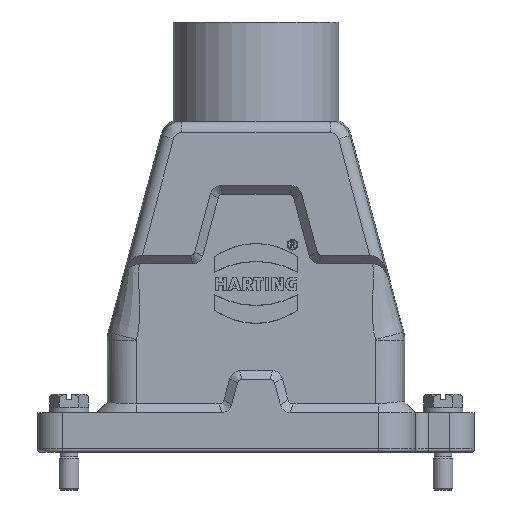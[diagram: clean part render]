
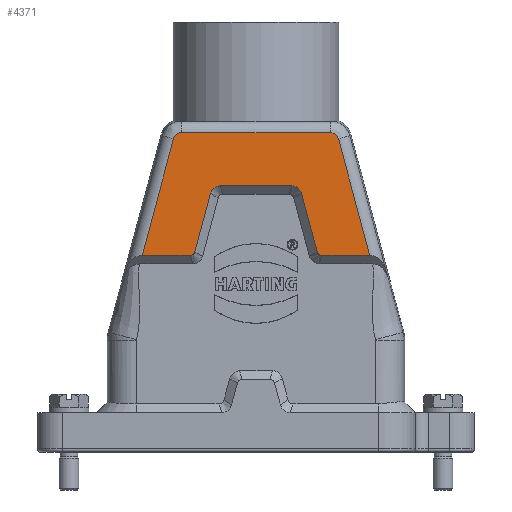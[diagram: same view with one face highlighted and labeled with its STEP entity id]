
A CAD part, front view. The second image highlights one B-rep face of the part: STEP entity #4371.
In plain terms, the highlighted planar face has unit normal (0, -1, 0).
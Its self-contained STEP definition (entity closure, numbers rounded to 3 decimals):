
#2692=PLANE('',#11130);
#2900=ELLIPSE('',#10991,2.501,2.5);
#2904=ELLIPSE('',#11000,2.501,2.5);
#3151=LINE('',#14930,#3738);
#3368=LINE('',#16697,#3955);
#3369=LINE('',#16699,#3956);
#3370=LINE('',#16701,#3957);
#3371=LINE('',#16717,#3958);
#3372=LINE('',#16726,#3959);
#3373=LINE('',#16735,#3960);
#3374=LINE('',#16751,#3961);
#3738=VECTOR('',#11931,1.);
#3955=VECTOR('',#12418,1.);
#3956=VECTOR('',#12419,1.);
#3957=VECTOR('',#12420,1.);
#3958=VECTOR('',#12421,1.);
#3959=VECTOR('',#12422,1.);
#3960=VECTOR('',#12423,1.);
#3961=VECTOR('',#12424,1.);
#4371=ADVANCED_FACE('',(#4891),#2692,.T.);
#4891=FACE_OUTER_BOUND('',#5346,.T.);
#5346=EDGE_LOOP('',(#6594,#6595,#6596,#6597,#6598,#6599,#6600,#6601,#6602,
#6603,#6604,#6605,#6606,#6607));
#6594=ORIENTED_EDGE('',*,*,#9450,.T.);
#6595=ORIENTED_EDGE('',*,*,#9096,.F.);
#6596=ORIENTED_EDGE('',*,*,#9089,.T.);
#6597=ORIENTED_EDGE('',*,*,#9083,.F.);
#6598=ORIENTED_EDGE('',*,*,#9451,.T.);
#6599=ORIENTED_EDGE('',*,*,#9452,.F.);
#6600=ORIENTED_EDGE('',*,*,#9453,.T.);
#6601=ORIENTED_EDGE('',*,*,#9454,.F.);
#6602=ORIENTED_EDGE('',*,*,#9455,.T.);
#6603=ORIENTED_EDGE('',*,*,#9456,.F.);
#6604=ORIENTED_EDGE('',*,*,#9457,.T.);
#6605=ORIENTED_EDGE('',*,*,#9458,.F.);
#6606=ORIENTED_EDGE('',*,*,#9459,.T.);
#6607=ORIENTED_EDGE('',*,*,#9460,.F.);
#8294=VERTEX_POINT('',#14881);
#8296=VERTEX_POINT('',#14900);
#8300=VERTEX_POINT('',#14928);
#8306=VERTEX_POINT('',#14992);
#8587=VERTEX_POINT('',#16698);
#8588=VERTEX_POINT('',#16700);
#8589=VERTEX_POINT('',#16702);
#8590=VERTEX_POINT('',#16716);
#8591=VERTEX_POINT('',#16718);
#8592=VERTEX_POINT('',#16725);
#8593=VERTEX_POINT('',#16727);
#8594=VERTEX_POINT('',#16734);
#8595=VERTEX_POINT('',#16736);
#8596=VERTEX_POINT('',#16750);
#9083=EDGE_CURVE('',#8296,#8294,#2900,.T.);
#9089=EDGE_CURVE('',#8300,#8294,#3151,.T.);
#9096=EDGE_CURVE('',#8300,#8306,#2904,.T.);
#9450=EDGE_CURVE('',#8587,#8306,#3368,.T.);
#9451=EDGE_CURVE('',#8296,#8588,#3369,.T.);
#9452=EDGE_CURVE('',#8589,#8588,#3370,.T.);
#9453=EDGE_CURVE('',#8589,#8590,#10128,.T.);
#9454=EDGE_CURVE('',#8591,#8590,#3371,.T.);
#9455=EDGE_CURVE('',#8591,#8592,#10129,.T.);
#9456=EDGE_CURVE('',#8593,#8592,#3372,.T.);
#9457=EDGE_CURVE('',#8593,#8594,#10130,.T.);
#9458=EDGE_CURVE('',#8595,#8594,#3373,.T.);
#9459=EDGE_CURVE('',#8595,#8596,#10131,.T.);
#9460=EDGE_CURVE('',#8587,#8596,#3374,.T.);
#10128=B_SPLINE_CURVE_WITH_KNOTS('',3,(#16703,#16704,#16705,#16706,#16707,
#16708,#16709,#16710,#16711,#16712,#16713,#16714,#16715),.UNSPECIFIED.,
 .F.,.F.,(4,3,3,3,4),(0.,0.251,0.505,0.767,
1.),.UNSPECIFIED.);
#10129=B_SPLINE_CURVE_WITH_KNOTS('',3,(#16719,#16720,#16721,#16722,#16723,
#16724),.UNSPECIFIED.,.F.,.F.,(4,2,4),(0.,0.5,1.),.UNSPECIFIED.);
#10130=B_SPLINE_CURVE_WITH_KNOTS('',3,(#16728,#16729,#16730,#16731,#16732,
#16733),.UNSPECIFIED.,.F.,.F.,(4,2,4),(0.,0.5,1.),.UNSPECIFIED.);
#10131=B_SPLINE_CURVE_WITH_KNOTS('',3,(#16737,#16738,#16739,#16740,#16741,
#16742,#16743,#16744,#16745,#16746,#16747,#16748,#16749),.UNSPECIFIED.,
 .F.,.F.,(4,3,3,3,4),(0.,0.251,0.505,0.767,
1.),.UNSPECIFIED.);
#10991=AXIS2_PLACEMENT_3D('',#14901,#11920,#11921);
#11000=AXIS2_PLACEMENT_3D('',#14991,#11942,#11943);
#11130=AXIS2_PLACEMENT_3D('',#16752,#12425,#12426);
#11920=DIRECTION('',(0.,1.,0.));
#11921=DIRECTION('',(-0.609,0.,0.793));
#11931=DIRECTION('',(-1.,0.,0.));
#11942=DIRECTION('',(0.,1.,0.));
#11943=DIRECTION('',(0.609,0.,0.793));
#12418=DIRECTION('',(-0.259,0.,0.966));
#12419=DIRECTION('',(-0.259,0.,-0.966));
#12420=DIRECTION('',(-1.,0.,0.));
#12421=DIRECTION('',(-0.259,0.,-0.966));
#12422=DIRECTION('',(-1.,0.,0.));
#12423=DIRECTION('',(-0.259,0.,0.966));
#12424=DIRECTION('',(-1.,0.,0.));
#12425=DIRECTION('',(0.,-1.,0.));
#12426=DIRECTION('',(1.,0.,0.));
#14881=CARTESIAN_POINT('',(-22.504,-29.,78.504));
#14900=CARTESIAN_POINT('',(-24.918,-29.,76.652));
#14901=CARTESIAN_POINT('',(-22.503,-29.,76.004));
#14928=CARTESIAN_POINT('',(22.504,-29.,78.504));
#14930=CARTESIAN_POINT('',(-27.061,-29.,78.504));
#14991=CARTESIAN_POINT('',(22.503,-29.,76.004));
#14992=CARTESIAN_POINT('',(24.918,-29.,76.652));
#16697=CARTESIAN_POINT('',(23.739,-29.,81.054));
#16698=CARTESIAN_POINT('',(34.35,-29.,41.45));
#16699=CARTESIAN_POINT('',(-34.85,-29.,39.586));
#16700=CARTESIAN_POINT('',(-34.35,-29.,41.45));
#16701=CARTESIAN_POINT('',(-18.765,-29.,41.45));
#16702=CARTESIAN_POINT('',(-19.887,-29.,41.45));
#16703=CARTESIAN_POINT('',(-19.887,-29.,41.45));
#16704=CARTESIAN_POINT('',(-19.728,-29.,41.45));
#16705=CARTESIAN_POINT('',(-19.566,-29.,41.478));
#16706=CARTESIAN_POINT('',(-19.416,-29.,41.53));
#16707=CARTESIAN_POINT('',(-19.264,-29.,41.583));
#16708=CARTESIAN_POINT('',(-19.119,-29.,41.661));
#16709=CARTESIAN_POINT('',(-18.992,-29.,41.76));
#16710=CARTESIAN_POINT('',(-18.861,-29.,41.862));
#16711=CARTESIAN_POINT('',(-18.745,-29.,41.988));
#16712=CARTESIAN_POINT('',(-18.655,-29.,42.127));
#16713=CARTESIAN_POINT('',(-18.575,-29.,42.252));
#16714=CARTESIAN_POINT('',(-18.513,-29.,42.39));
#16715=CARTESIAN_POINT('',(-18.475,-29.,42.534));
#16716=CARTESIAN_POINT('',(-18.475,-29.,42.534));
#16717=CARTESIAN_POINT('',(-13.138,-29.,62.45));
#16718=CARTESIAN_POINT('',(-13.743,-29.,60.193));
#16719=CARTESIAN_POINT('',(-13.743,-29.,60.193));
#16720=CARTESIAN_POINT('',(-13.57,-29.,60.84));
#16721=CARTESIAN_POINT('',(-13.182,-29.,61.408));
#16722=CARTESIAN_POINT('',(-12.121,-29.,62.222));
#16723=CARTESIAN_POINT('',(-11.471,-29.,62.45));
#16724=CARTESIAN_POINT('',(-10.801,-29.,62.45));
#16725=CARTESIAN_POINT('',(-10.801,-29.,62.45));
#16726=CARTESIAN_POINT('',(0.,-29.,62.45));
#16727=CARTESIAN_POINT('',(10.801,-29.,62.45));
#16728=CARTESIAN_POINT('',(10.801,-29.,62.45));
#16729=CARTESIAN_POINT('',(11.471,-29.,62.45));
#16730=CARTESIAN_POINT('',(12.12,-29.,62.222));
#16731=CARTESIAN_POINT('',(13.181,-29.,61.408));
#16732=CARTESIAN_POINT('',(13.57,-29.,60.84));
#16733=CARTESIAN_POINT('',(13.743,-29.,60.193));
#16734=CARTESIAN_POINT('',(13.743,-29.,60.193));
#16735=CARTESIAN_POINT('',(18.765,-29.,41.45));
#16736=CARTESIAN_POINT('',(18.475,-29.,42.534));
#16737=CARTESIAN_POINT('',(18.475,-29.,42.534));
#16738=CARTESIAN_POINT('',(18.516,-29.,42.38));
#16739=CARTESIAN_POINT('',(18.584,-29.,42.231));
#16740=CARTESIAN_POINT('',(18.674,-29.,42.099));
#16741=CARTESIAN_POINT('',(18.764,-29.,41.966));
#16742=CARTESIAN_POINT('',(18.878,-29.,41.847));
#16743=CARTESIAN_POINT('',(19.006,-29.,41.75));
#16744=CARTESIAN_POINT('',(19.138,-29.,41.649));
#16745=CARTESIAN_POINT('',(19.289,-29.,41.57));
#16746=CARTESIAN_POINT('',(19.447,-29.,41.519));
#16747=CARTESIAN_POINT('',(19.589,-29.,41.474));
#16748=CARTESIAN_POINT('',(19.739,-29.,41.45));
#16749=CARTESIAN_POINT('',(19.887,-29.,41.45));
#16750=CARTESIAN_POINT('',(19.887,-29.,41.45));
#16751=CARTESIAN_POINT('',(35.75,-29.,41.45));
#16752=CARTESIAN_POINT('',(-48.1,-29.,-6.05));
